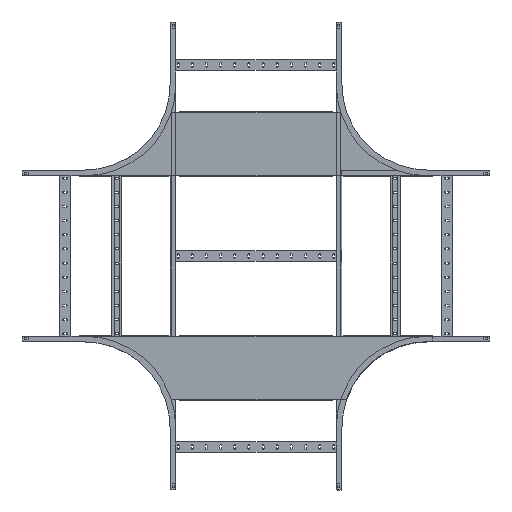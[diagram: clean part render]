
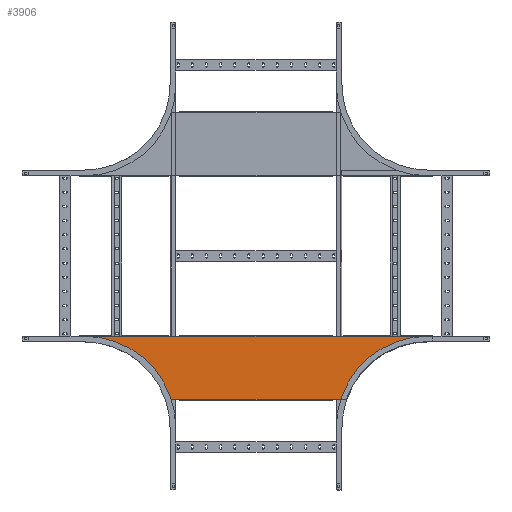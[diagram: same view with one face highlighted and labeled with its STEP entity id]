
A CAD part, top view. The second image highlights one B-rep face of the part: STEP entity #3906.
In plain terms, the highlighted face is planar.
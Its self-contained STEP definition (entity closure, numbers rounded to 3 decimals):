
#70 = ORIENTED_EDGE ( 'NONE', *, *, #5996, .F. ) ;
#125 = CARTESIAN_POINT ( 'NONE',  ( -610.4, -1.2, -380. ) ) ;
#221 = DIRECTION ( 'NONE',  ( 0., 0., 1. ) ) ;
#368 = CARTESIAN_POINT ( 'NONE',  ( 615.4, -1.2, -393.2 ) ) ;
#469 = VECTOR ( 'NONE', #7983, 1000. ) ;
#868 = VERTEX_POINT ( 'NONE', #4471 ) ;
#870 = CARTESIAN_POINT ( 'NONE',  ( 599.538, -1.2, -375. ) ) ;
#1023 = VERTEX_POINT ( 'NONE', #8660 ) ;
#1043 = VECTOR ( 'NONE', #1202, 1000. ) ;
#1202 = DIRECTION ( 'NONE',  ( 1., 0., 0. ) ) ;
#1269 = VERTEX_POINT ( 'NONE', #368 ) ;
#1314 = VERTEX_POINT ( 'NONE', #9060 ) ;
#1366 = DIRECTION ( 'NONE',  ( 0., 0., -1. ) ) ;
#1373 = EDGE_CURVE ( 'NONE', #7684, #9649, #1436, .T. ) ;
#1436 = LINE ( 'NONE', #4456, #2077 ) ;
#1839 = AXIS2_PLACEMENT_3D ( 'NONE', #125, #5674, #2625 ) ;
#1864 = VERTEX_POINT ( 'NONE', #4823 ) ;
#1901 = CIRCLE ( 'NONE', #1839, 5. ) ;
#1923 = ORIENTED_EDGE ( 'NONE', *, *, #1373, .F. ) ;
#2002 = DIRECTION ( 'NONE',  ( 0., 0., 1. ) ) ;
#2077 = VECTOR ( 'NONE', #6727, 1000. ) ;
#2250 = ORIENTED_EDGE ( 'NONE', *, *, #5681, .F. ) ;
#2329 = CARTESIAN_POINT ( 'NONE',  ( -599.538, -1.2, -73.2 ) ) ;
#2619 = EDGE_LOOP ( 'NONE', ( #2250, #7369, #8268, #70, #4852, #8441, #9310, #5112, #1923, #3869 ) ) ;
#2625 = DIRECTION ( 'NONE',  ( 0., 0., 1. ) ) ;
#2659 = DIRECTION ( 'NONE',  ( -1., 0., 0. ) ) ;
#2781 = AXIS2_PLACEMENT_3D ( 'NONE', #4965, #6468, #221 ) ;
#2784 = CARTESIAN_POINT ( 'NONE',  ( -314.787, -1.2, -173.2 ) ) ;
#2810 = DIRECTION ( 'NONE',  ( -1., 0., 0. ) ) ;
#3137 = EDGE_CURVE ( 'NONE', #1864, #1023, #9389, .T. ) ;
#3561 = EDGE_CURVE ( 'NONE', #1314, #4249, #7199, .T. ) ;
#3585 = VECTOR ( 'NONE', #7179, 1000. ) ;
#3869 = ORIENTED_EDGE ( 'NONE', *, *, #5872, .F. ) ;
#3906 = ADVANCED_FACE ( 'NONE', ( #9981 ), #7786, .F. ) ;
#4169 = CARTESIAN_POINT ( 'NONE',  ( -599.538, -1.2, -375. ) ) ;
#4249 = VERTEX_POINT ( 'NONE', #2784 ) ;
#4456 = CARTESIAN_POINT ( 'NONE',  ( -615.4, -1.2, -395.4 ) ) ;
#4461 = CARTESIAN_POINT ( 'NONE',  ( 599.538, -1.2, -73.2 ) ) ;
#4471 = CARTESIAN_POINT ( 'NONE',  ( -610.4, -1.2, -375. ) ) ;
#4666 = VECTOR ( 'NONE', #2810, 1000. ) ;
#4792 = CIRCLE ( 'NONE', #8712, 301.8 ) ;
#4823 = CARTESIAN_POINT ( 'NONE',  ( 615.4, -1.2, -380. ) ) ;
#4852 = ORIENTED_EDGE ( 'NONE', *, *, #3561, .T. ) ;
#4965 = CARTESIAN_POINT ( 'NONE',  ( -599.538, -1.2, -73.2 ) ) ;
#5112 = ORIENTED_EDGE ( 'NONE', *, *, #8189, .T. ) ;
#5156 = EDGE_CURVE ( 'NONE', #6639, #1023, #6903, .T. ) ;
#5225 = AXIS2_PLACEMENT_3D ( 'NONE', #7565, #6728, #2002 ) ;
#5321 = VERTEX_POINT ( 'NONE', #4169 ) ;
#5558 = DIRECTION ( 'NONE',  ( 0., 0., 1. ) ) ;
#5674 = DIRECTION ( 'NONE',  ( 0., -1., 0. ) ) ;
#5681 = EDGE_CURVE ( 'NONE', #1864, #1269, #8955, .T. ) ;
#5853 = CARTESIAN_POINT ( 'NONE',  ( -787., -1.2, -393.2 ) ) ;
#5872 = EDGE_CURVE ( 'NONE', #1269, #7684, #9571, .T. ) ;
#5963 = CARTESIAN_POINT ( 'NONE',  ( -599.538, -1.2, -375. ) ) ;
#5996 = EDGE_CURVE ( 'NONE', #1314, #6639, #4792, .T. ) ;
#6336 = CIRCLE ( 'NONE', #2781, 301.8 ) ;
#6379 = CARTESIAN_POINT ( 'NONE',  ( 615.4, -1.2, -395.4 ) ) ;
#6468 = DIRECTION ( 'NONE',  ( 0., -1., 0. ) ) ;
#6506 = CARTESIAN_POINT ( 'NONE',  ( -560., -1.2, -173.2 ) ) ;
#6639 = VERTEX_POINT ( 'NONE', #9765 ) ;
#6727 = DIRECTION ( 'NONE',  ( 0., 0., 1. ) ) ;
#6728 = DIRECTION ( 'NONE',  ( 0., -1., 0. ) ) ;
#6903 = LINE ( 'NONE', #870, #3585 ) ;
#6941 = AXIS2_PLACEMENT_3D ( 'NONE', #2329, #7894, #5558 ) ;
#7084 = VECTOR ( 'NONE', #2659, 1000. ) ;
#7179 = DIRECTION ( 'NONE',  ( 1., 0., 0. ) ) ;
#7196 = EDGE_CURVE ( 'NONE', #868, #5321, #10172, .T. ) ;
#7199 = LINE ( 'NONE', #6506, #7084 ) ;
#7369 = ORIENTED_EDGE ( 'NONE', *, *, #3137, .T. ) ;
#7407 = CARTESIAN_POINT ( 'NONE',  ( -615.4, -1.2, -393.2 ) ) ;
#7565 = CARTESIAN_POINT ( 'NONE',  ( 610.4, -1.2, -380. ) ) ;
#7608 = CARTESIAN_POINT ( 'NONE',  ( -615.4, -1.2, -380. ) ) ;
#7684 = VERTEX_POINT ( 'NONE', #7407 ) ;
#7786 = PLANE ( 'NONE',  #6941 ) ;
#7894 = DIRECTION ( 'NONE',  ( 0., 1., 0. ) ) ;
#7983 = DIRECTION ( 'NONE',  ( 0., 0., -1. ) ) ;
#8126 = EDGE_CURVE ( 'NONE', #5321, #4249, #6336, .T. ) ;
#8189 = EDGE_CURVE ( 'NONE', #868, #9649, #1901, .T. ) ;
#8268 = ORIENTED_EDGE ( 'NONE', *, *, #5156, .F. ) ;
#8441 = ORIENTED_EDGE ( 'NONE', *, *, #8126, .F. ) ;
#8660 = CARTESIAN_POINT ( 'NONE',  ( 610.4, -1.2, -375. ) ) ;
#8712 = AXIS2_PLACEMENT_3D ( 'NONE', #4461, #9166, #1366 ) ;
#8955 = LINE ( 'NONE', #6379, #469 ) ;
#9060 = CARTESIAN_POINT ( 'NONE',  ( 314.787, -1.2, -173.2 ) ) ;
#9166 = DIRECTION ( 'NONE',  ( 0., -1., 0. ) ) ;
#9310 = ORIENTED_EDGE ( 'NONE', *, *, #7196, .F. ) ;
#9389 = CIRCLE ( 'NONE', #5225, 5. ) ;
#9571 = LINE ( 'NONE', #5853, #4666 ) ;
#9649 = VERTEX_POINT ( 'NONE', #7608 ) ;
#9765 = CARTESIAN_POINT ( 'NONE',  ( 599.538, -1.2, -375. ) ) ;
#9981 = FACE_OUTER_BOUND ( 'NONE', #2619, .T. ) ;
#10172 = LINE ( 'NONE', #5963, #1043 ) ;
